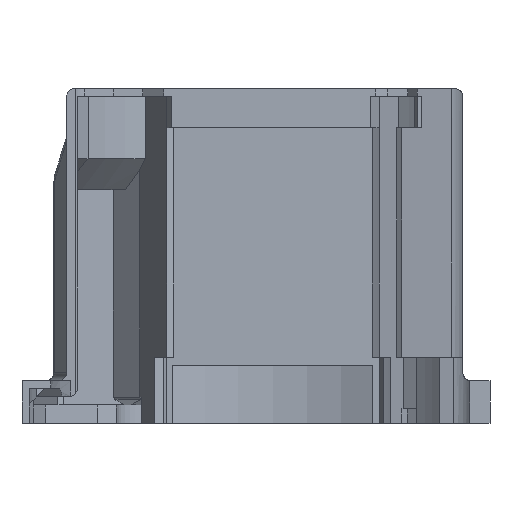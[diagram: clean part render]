
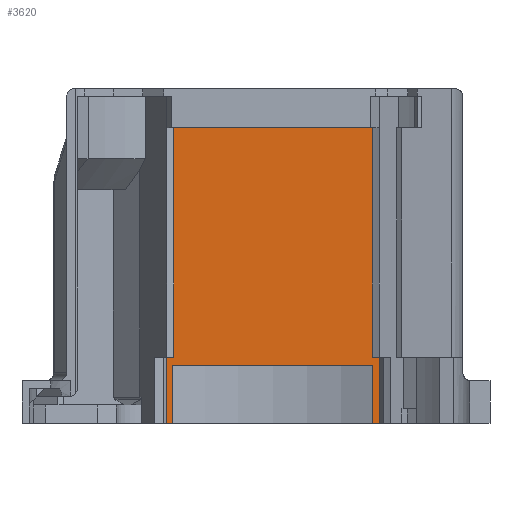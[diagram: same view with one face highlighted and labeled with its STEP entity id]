
A CAD part, front view. The second image highlights one B-rep face of the part: STEP entity #3620.
In plain terms, the highlighted planar face has unit normal (0, -1, 0).
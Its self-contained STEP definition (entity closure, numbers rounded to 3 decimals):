
#341=FACE_OUTER_BOUND('',#552,.T.);
#552=EDGE_LOOP('',(#2522,#2523,#2524,#2525,#2526,#2527,#2528,#2529,#2530,
#2531));
#804=LINE('',#5580,#1167);
#805=LINE('',#5583,#1168);
#806=LINE('',#5585,#1169);
#807=LINE('',#5587,#1170);
#808=LINE('',#5589,#1171);
#809=LINE('',#5591,#1172);
#810=LINE('',#5593,#1173);
#811=LINE('',#5595,#1174);
#812=LINE('',#5597,#1175);
#813=LINE('',#5598,#1176);
#1167=VECTOR('',#4319,10.);
#1168=VECTOR('',#4322,10.);
#1169=VECTOR('',#4323,10.);
#1170=VECTOR('',#4324,10.);
#1171=VECTOR('',#4325,10.);
#1172=VECTOR('',#4326,10.);
#1173=VECTOR('',#4327,10.);
#1174=VECTOR('',#4328,10.);
#1175=VECTOR('',#4329,10.);
#1176=VECTOR('',#4330,10.);
#1536=VERTEX_POINT('',#5577);
#1537=VERTEX_POINT('',#5578);
#1538=VERTEX_POINT('',#5582);
#1539=VERTEX_POINT('',#5584);
#1540=VERTEX_POINT('',#5586);
#1541=VERTEX_POINT('',#5588);
#1542=VERTEX_POINT('',#5590);
#1543=VERTEX_POINT('',#5592);
#1544=VERTEX_POINT('',#5594);
#1545=VERTEX_POINT('',#5596);
#1909=EDGE_CURVE('',#1536,#1537,#804,.T.);
#1910=EDGE_CURVE('',#1538,#1537,#805,.T.);
#1911=EDGE_CURVE('',#1538,#1539,#806,.T.);
#1912=EDGE_CURVE('',#1539,#1540,#807,.T.);
#1913=EDGE_CURVE('',#1540,#1541,#808,.T.);
#1914=EDGE_CURVE('',#1541,#1542,#809,.T.);
#1915=EDGE_CURVE('',#1543,#1542,#810,.T.);
#1916=EDGE_CURVE('',#1544,#1543,#811,.T.);
#1917=EDGE_CURVE('',#1544,#1545,#812,.T.);
#1918=EDGE_CURVE('',#1545,#1536,#813,.T.);
#2522=ORIENTED_EDGE('',*,*,#1910,.F.);
#2523=ORIENTED_EDGE('',*,*,#1911,.T.);
#2524=ORIENTED_EDGE('',*,*,#1912,.T.);
#2525=ORIENTED_EDGE('',*,*,#1913,.T.);
#2526=ORIENTED_EDGE('',*,*,#1914,.T.);
#2527=ORIENTED_EDGE('',*,*,#1915,.F.);
#2528=ORIENTED_EDGE('',*,*,#1916,.F.);
#2529=ORIENTED_EDGE('',*,*,#1917,.T.);
#2530=ORIENTED_EDGE('',*,*,#1918,.T.);
#2531=ORIENTED_EDGE('',*,*,#1909,.T.);
#3501=PLANE('',#3867);
#3620=ADVANCED_FACE('',(#341),#3501,.T.);
#3867=AXIS2_PLACEMENT_3D('',#5581,#4320,#4321);
#4319=DIRECTION('',(1.,0.,0.));
#4320=DIRECTION('center_axis',(0.,-1.,0.));
#4321=DIRECTION('ref_axis',(1.,0.,0.));
#4322=DIRECTION('',(0.,0.,1.));
#4323=DIRECTION('',(1.,0.,0.));
#4324=DIRECTION('',(0.,0.,1.));
#4325=DIRECTION('',(0.,0.,1.));
#4326=DIRECTION('',(-1.,0.,0.));
#4327=DIRECTION('',(0.,0.,1.));
#4328=DIRECTION('',(0.,0.,1.));
#4329=DIRECTION('',(1.,0.,0.));
#4330=DIRECTION('',(0.,0.,1.));
#5577=CARTESIAN_POINT('',(-27.652,14.71,15.));
#5578=CARTESIAN_POINT('',(23.658,14.71,15.));
#5580=CARTESIAN_POINT('',(-29.326,14.71,15.));
#5581=CARTESIAN_POINT('Origin',(23.658,14.71,0.));
#5582=CARTESIAN_POINT('',(23.658,14.71,0.));
#5583=CARTESIAN_POINT('',(23.658,14.71,0.));
#5584=CARTESIAN_POINT('',(25.563,14.71,0.));
#5585=CARTESIAN_POINT('',(23.658,14.71,0.));
#5586=CARTESIAN_POINT('',(25.563,14.71,63.));
#5587=CARTESIAN_POINT('',(25.563,14.71,11.));
#5588=CARTESIAN_POINT('',(25.563,14.71,76.));
#5589=CARTESIAN_POINT('',(25.563,14.71,63.));
#5590=CARTESIAN_POINT('',(-29.326,14.71,76.));
#5591=CARTESIAN_POINT('',(25.563,14.71,76.));
#5592=CARTESIAN_POINT('',(-29.326,14.71,63.));
#5593=CARTESIAN_POINT('',(-29.326,14.71,63.));
#5594=CARTESIAN_POINT('',(-29.326,14.71,0.));
#5595=CARTESIAN_POINT('',(-29.326,14.71,11.));
#5596=CARTESIAN_POINT('',(-27.652,14.71,0.));
#5597=CARTESIAN_POINT('',(-29.326,14.71,0.));
#5598=CARTESIAN_POINT('',(-27.652,14.71,0.));
